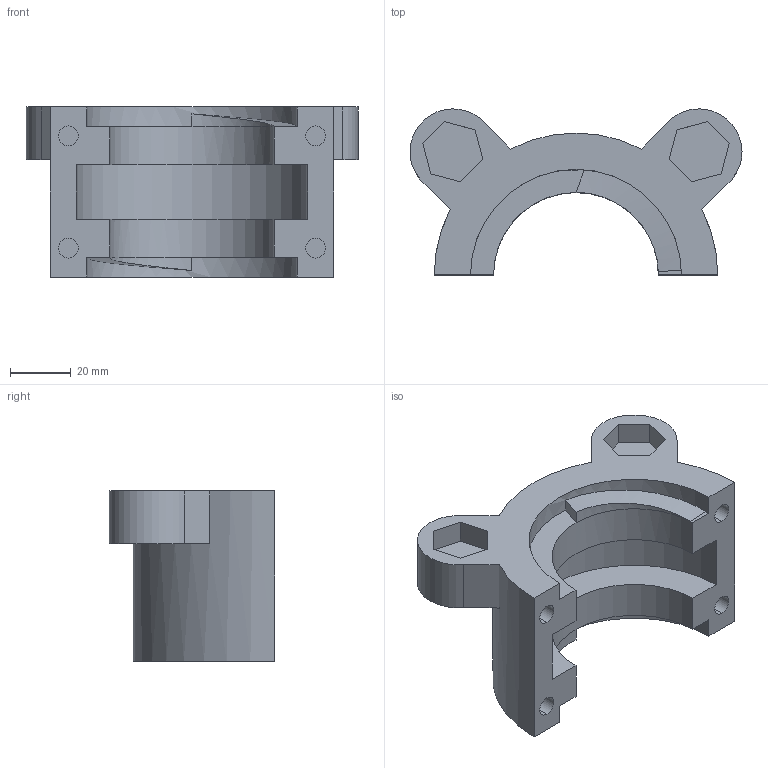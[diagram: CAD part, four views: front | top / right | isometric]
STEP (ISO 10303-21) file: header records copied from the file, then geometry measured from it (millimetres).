
FILE_DESCRIPTION (( 'STEP AP214' ), '1' );
FILE_NAME ('Gauder_magnet_case_right.STEP', '2025-03-26T23:42:33', ( '' ), ( '' ), 'SwSTEP 2.0', 'SolidWorks 2024', '' );
FILE_SCHEMA (( 'AUTOMOTIVE_DESIGN' ));
Length unit declared in the file: millimetre
Products named in the file (1): Gauder_magnet_case_right
Bounding box: 109.34 x 54.67 x 56.02 mm (x, y, z)
Volume: 115252 mm3; surface area: 27964.8 mm2
Topology: 1 solids, 1 shells, 56 faces, 142 edges, 96 vertices
Faces by surface type: plane 35, cylinder 17, bspline 4
Entity records: 1823 total; most frequent: CARTESIAN_POINT 459, ORIENTED_EDGE 280, DIRECTION 274, EDGE_CURVE 140, AXIS2_PLACEMENT_3D 93, VERTEX_POINT 92, LINE 88, VECTOR 88
